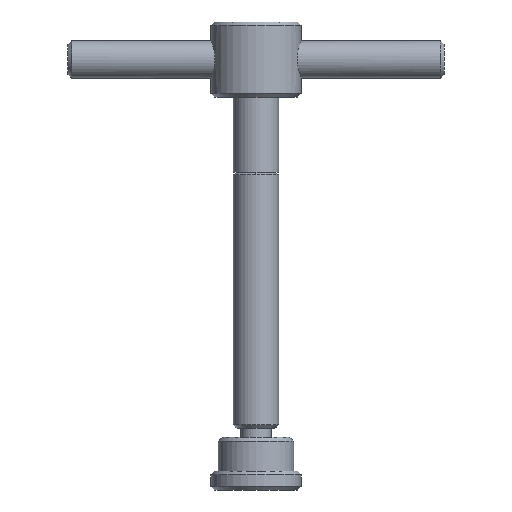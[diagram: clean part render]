
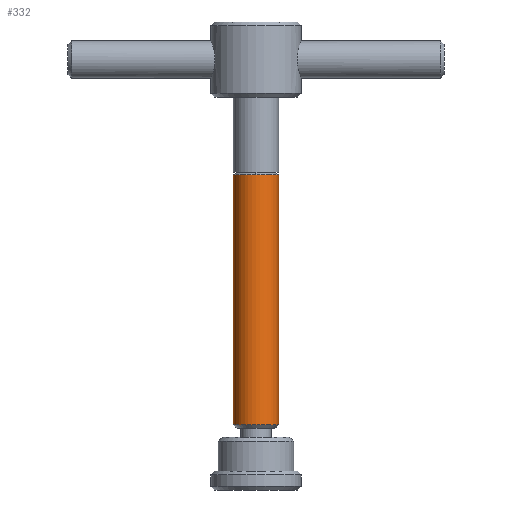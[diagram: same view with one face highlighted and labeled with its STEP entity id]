
A CAD part, front view. The second image highlights one B-rep face of the part: STEP entity #332.
In plain terms, the highlighted cylindrical face has radius 3 mm (diameter 6 mm), a partial arc.
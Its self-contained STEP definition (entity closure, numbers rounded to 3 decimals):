
#280=EDGE_CURVE('',#380,#304,#686,.T.);
#304=VERTEX_POINT('',#712);
#306=EDGE_CURVE('',#426,#380,#714,.T.);
#324=VERTEX_POINT('',#732);
#332=ADVANCED_FACE('',(#742),#743,.T.);
#362=EDGE_CURVE('',#304,#324,#778,.T.);
#376=EDGE_CURVE('',#446,#426,#792,.T.);
#380=VERTEX_POINT('',#797);
#412=EDGE_CURVE('',#324,#446,#834,.T.);
#426=VERTEX_POINT('',#852);
#446=VERTEX_POINT('',#877);
#686=CIRCLE('',#1160,3.0);
#712=CARTESIAN_POINT('',(3.,0.,8.7));
#714=LINE('',#1194,#1195);
#732=CARTESIAN_POINT('',(3.,0.,41.887));
#742=FACE_OUTER_BOUND('',#1234,.T.);
#743=CYLINDRICAL_SURFACE('',#1235,3.0);
#778=LINE('',#1278,#1279);
#792=CIRCLE('',#1316,3.0);
#797=CARTESIAN_POINT('',(-3.,0.,8.7));
#834=CIRCLE('',#1416,3.0);
#852=CARTESIAN_POINT('',(-3.,0.,41.887));
#877=CARTESIAN_POINT('',(0.,-3.,41.887));
#1160=AXIS2_PLACEMENT_3D('',#1828,#1829,#1830);
#1194=CARTESIAN_POINT('',(-3.,0.,30.45));
#1195=VECTOR('',#1857,1.0);
#1234=EDGE_LOOP('',(#1885,#1886,#1887,#1888,#1889));
#1235=AXIS2_PLACEMENT_3D('',#1890,#1891,#1892);
#1278=CARTESIAN_POINT('',(3.,0.,30.45));
#1279=VECTOR('',#1946,1.0);
#1316=AXIS2_PLACEMENT_3D('',#1949,#1950,#1951);
#1416=AXIS2_PLACEMENT_3D('',#2025,#2026,#2027);
#1828=CARTESIAN_POINT('',(0.,0.,8.7));
#1829=DIRECTION('',(0.,0.,1.0));
#1830=DIRECTION('',(1.0,0.,0.));
#1857=DIRECTION('',(0.,0.,-1.0));
#1885=ORIENTED_EDGE('',*,*,#362,.T.);
#1886=ORIENTED_EDGE('',*,*,#412,.T.);
#1887=ORIENTED_EDGE('',*,*,#376,.T.);
#1888=ORIENTED_EDGE('',*,*,#306,.T.);
#1889=ORIENTED_EDGE('',*,*,#280,.T.);
#1890=CARTESIAN_POINT('',(0.,0.,30.45));
#1891=DIRECTION('',(0.,0.,-1.0));
#1892=DIRECTION('',(1.0,0.,0.));
#1946=DIRECTION('',(0.,0.,1.0));
#1949=CARTESIAN_POINT('',(0.,0.,41.887));
#1950=DIRECTION('',(0.,0.,-1.0));
#1951=DIRECTION('',(1.0,0.,0.));
#2025=CARTESIAN_POINT('',(0.,0.,41.887));
#2026=DIRECTION('',(0.,0.,-1.0));
#2027=DIRECTION('',(1.0,0.,0.));
